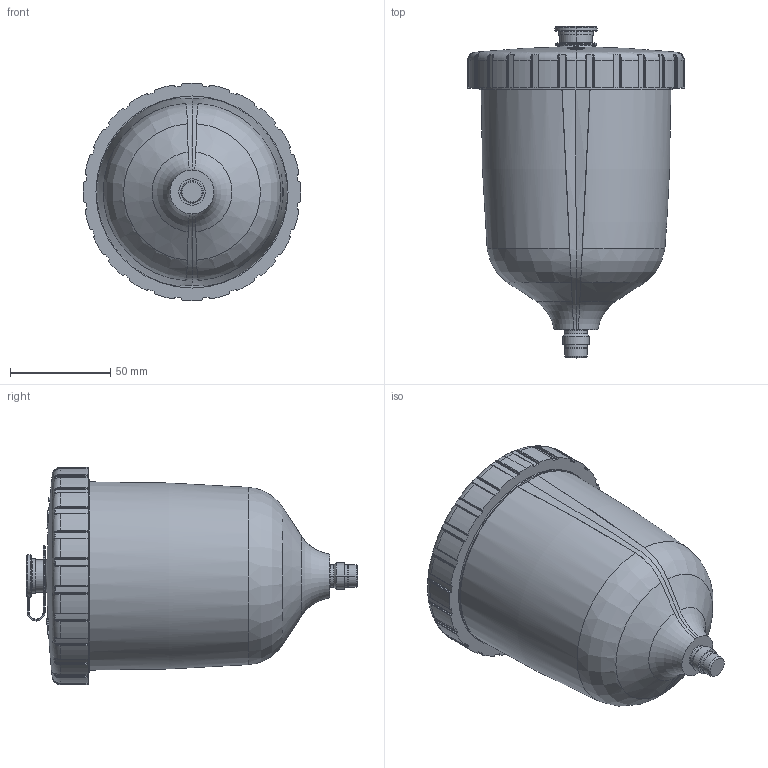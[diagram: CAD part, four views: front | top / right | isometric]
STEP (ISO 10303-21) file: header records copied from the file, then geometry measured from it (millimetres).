
FILE_DESCRIPTION (( 'STEP AP214' ), '1' );
FILE_NAME ('PC-G600P-2.STEP', '2022-09-08T03:15:09', ( '' ), ( '' ), 'SwSTEP 2.0', 'SolidWorks 2019', '' );
FILE_SCHEMA (( 'AUTOMOTIVE_DESIGN' ));
Length unit declared in the file: millimetre
Products named in the file (1): PC-G600P-2
Bounding box: 108.45 x 165.89 x 108.5 mm (x, y, z)
Volume: 843840.3 mm3; surface area: 53014.7 mm2
Topology: 1 solids, 1 shells, 953 faces, 2556 edges, 1633 vertices
Faces by surface type: plane 456, cylinder 217, bspline 157, torus 68, sphere 45, cone 10
Entity records: 36459 total; most frequent: CARTESIAN_POINT 12632, DIRECTION 5183, ORIENTED_EDGE 5112, EDGE_CURVE 2556, AXIS2_PLACEMENT_3D 2200, VERTEX_POINT 1633, CIRCLE 1403, EDGE_LOOP 983
